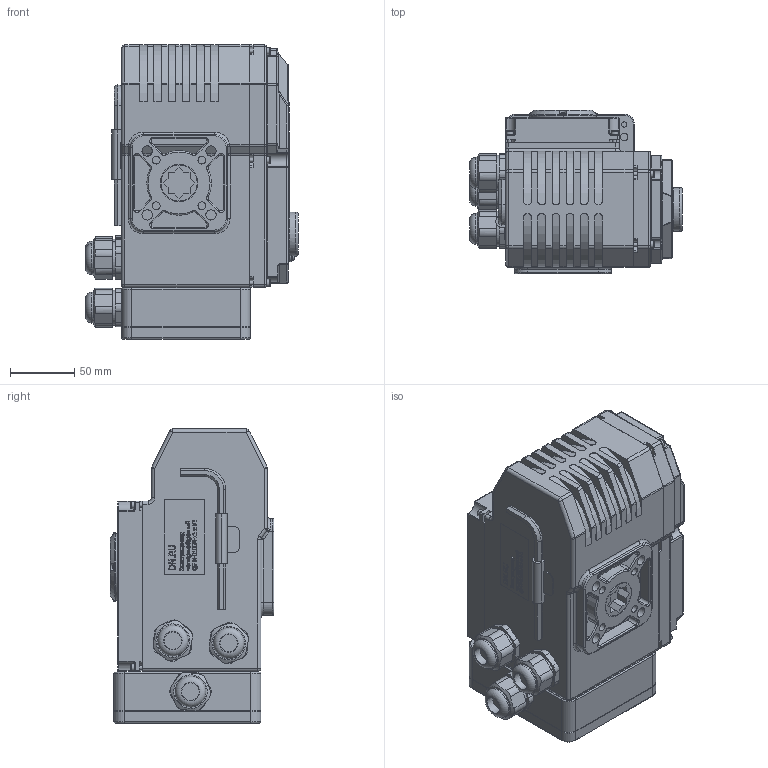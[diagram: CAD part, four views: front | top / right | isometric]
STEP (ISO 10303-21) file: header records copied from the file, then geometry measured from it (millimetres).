
FILE_DESCRIPTION(/* description */ (''),/* implementation_level */ '2;1');
FILE_NAME(/* name */ 'QT-N-010EM_3D_STEP.stp',/* time_stamp */ '2025-12-23T16:32:56+03:00',/* author */ ('igorr'),/* organization */ (''),/* preprocessor_version */ 'ST-DEVELOPER v20',/* originating_system */ 'Autodesk Inventor 2025',/* authorisation */ '');
FILE_SCHEMA (('AUTOMOTIVE_DESIGN { 1 0 10303 214 3 1 1 }'));
Products named in the file (8): Сборка; Деталь; AS 1427 - M3 x 16; AS 1427 - M3 x 5; Деталь1; Деталь1_1; AS 1420 - 1973 - M4 x 20; AS 1420 - 1973 - M3 x 20
Assembly tree (24 placements, depth 2):
  Сборка
    Деталь
    AS 1420 - 1973 - M3 x 20  x10
    AS 1427 - M3 x 16  x4
    AS 1427 - M3 x 5
    Деталь1_1  x3
    Деталь1
    AS 1420 - 1973 - M4 x 20  x4
Bounding box: 165 x 127 x 228 mm (x, y, z)
Volume: 2820217.1 mm3; surface area: 251983 mm2
Topology: 24 solids, 24 shells, 2100 faces, 5375 edges, 3482 vertices
Faces by surface type: plane 1005, cylinder 426, bspline 378, torus 157, cone 97, sphere 37
Full cylindrical faces by diameter (mm): 2.693 x5, 3 x15, 4 x5, 5.5 x10, 5.797 x1, 6 x4, 7 x8, 8 x4, 13.606 x3, 15.073 x1, 23.953 x3, 27.184 x3, 28 x1, 29 x1, 34.169 x1, 34.486 x1, 40 x1, 42.826 x1, 52 x1, 63.916 x1
Entity records: 59074 total; most frequent: CARTESIAN_POINT 16226, ORIENTED_EDGE 9058, DIRECTION 7412, EDGE_CURVE 4529, VERTEX_POINT 2924, LINE 2700, VECTOR 2700, AXIS2_PLACEMENT_3D 2356
